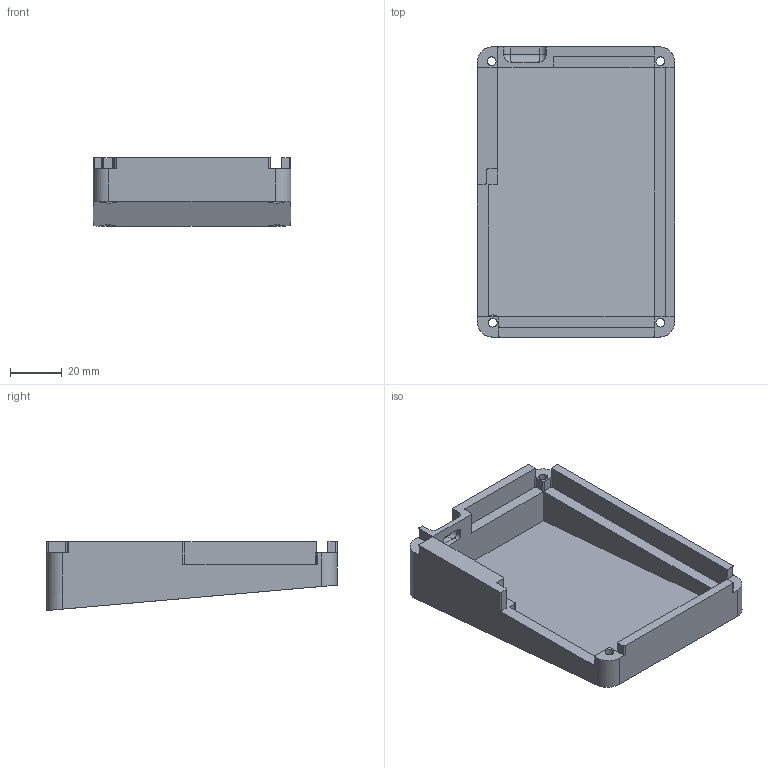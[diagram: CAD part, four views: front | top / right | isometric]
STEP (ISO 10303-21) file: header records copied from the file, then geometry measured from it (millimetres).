
FILE_DESCRIPTION(/* description */ ('STEP AP242','CAx-IF Rec.Pracs.---Representation and Presentation of Product Manufacturing Information (PMI)---4.0---2014-10-13','CAx-IF Rec.Pracs.---3D Tessellated Geometry---0.4---2014-09-14','2;1'),/* implementation_level */ '2;1');
FILE_NAME(/* name */ '6717044d26ea7e4733e43593',/* time_stamp */ '2024-10-22T01:47:57Z',/* author */ (''),/* organization */ (''),/* preprocessor_version */ 'ST-DEVELOPER v20',/* originating_system */ ' ',/* authorisation */ ' ');
FILE_SCHEMA (('AP242_MANAGED_MODEL_BASED_3D_ENGINEERING_MIM_LF { 1 0 10303 442 1 1 4 }'));
Length unit declared in the file: metre
Products named in the file (1): Bottom Case
Bounding box: 76.27 x 111.99 x 26.61 mm (x, y, z)
Volume: 61726.8 mm3; surface area: 31047.9 mm2
Topology: 1 solids, 1 shells, 191 faces, 533 edges, 340 vertices
Faces by surface type: plane 144, cylinder 45, bspline 2
Full cylindrical faces by diameter (mm): 3.4 x4, 6 x4
Entity records: 6069 total; most frequent: CARTESIAN_POINT 1093, ORIENTED_EDGE 1038, DIRECTION 1031, EDGE_CURVE 519, LINE 387, VECTOR 387, VERTEX_POINT 336, AXIS2_PLACEMENT_3D 322
